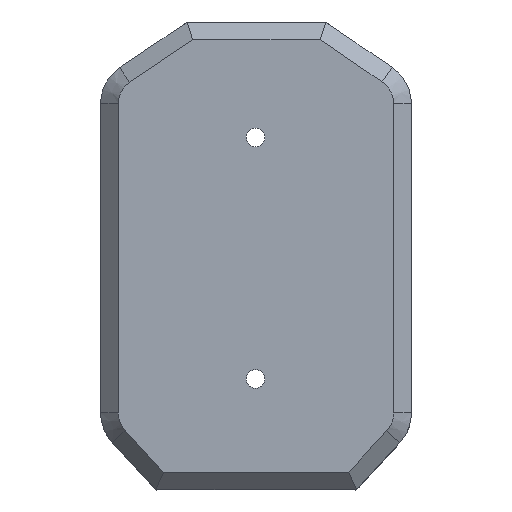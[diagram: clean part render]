
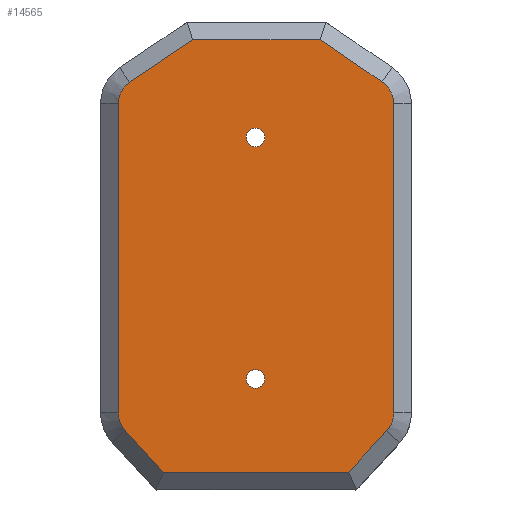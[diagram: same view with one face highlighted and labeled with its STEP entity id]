
A CAD part, top view. The second image highlights one B-rep face of the part: STEP entity #14565.
In plain terms, the highlighted planar face has unit normal (0, 0, 1).
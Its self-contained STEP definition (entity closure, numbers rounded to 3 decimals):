
#96=FACE_BOUND('',#3279,.T.);
#97=FACE_BOUND('',#3280,.T.);
#1659=PLANE('',#15017);
#2434=FACE_OUTER_BOUND('',#3278,.T.);
#3278=EDGE_LOOP('',(#13643,#13644,#13645,#13646,#13647,#13648,#13649,#13650,
#13651,#13652,#13653,#13654));
#3279=EDGE_LOOP('',(#13655));
#3280=EDGE_LOOP('',(#13656));
#4525=LINE('',#28771,#5781);
#4528=LINE('',#28782,#5784);
#4532=LINE('',#28792,#5788);
#4533=LINE('',#28795,#5789);
#4534=LINE('',#28797,#5790);
#4535=LINE('',#28801,#5791);
#4536=LINE('',#28805,#5792);
#4537=LINE('',#28806,#5793);
#5781=VECTOR('',#17066,10.);
#5784=VECTOR('',#17077,10.);
#5788=VECTOR('',#17089,10.);
#5789=VECTOR('',#17092,10.);
#5790=VECTOR('',#17093,10.);
#5791=VECTOR('',#17096,10.);
#5792=VECTOR('',#17099,10.);
#5793=VECTOR('',#17100,10.);
#5825=CIRCLE('',#14613,4.2);
#5827=CIRCLE('',#14616,4.2);
#5874=CIRCLE('',#15010,11.5);
#5876=CIRCLE('',#15014,11.5);
#5878=CIRCLE('',#15018,11.9);
#5879=CIRCLE('',#15019,11.9);
#5885=VERTEX_POINT('',#17205);
#5887=VERTEX_POINT('',#17211);
#7292=VERTEX_POINT('',#28767);
#7293=VERTEX_POINT('',#28769);
#7295=VERTEX_POINT('',#28774);
#7297=VERTEX_POINT('',#28780);
#7298=VERTEX_POINT('',#28785);
#7299=VERTEX_POINT('',#28790);
#7300=VERTEX_POINT('',#28794);
#7301=VERTEX_POINT('',#28796);
#7302=VERTEX_POINT('',#28798);
#7303=VERTEX_POINT('',#28800);
#7304=VERTEX_POINT('',#28802);
#7305=VERTEX_POINT('',#28804);
#7314=EDGE_CURVE('',#5885,#5885,#5825,.T.);
#7317=EDGE_CURVE('',#5887,#5887,#5827,.T.);
#9417=EDGE_CURVE('',#7293,#7292,#4525,.T.);
#9419=EDGE_CURVE('',#7295,#7293,#5874,.T.);
#9422=EDGE_CURVE('',#7297,#7295,#4528,.T.);
#9425=EDGE_CURVE('',#7298,#7297,#5876,.T.);
#9428=EDGE_CURVE('',#7299,#7298,#4532,.T.);
#9429=EDGE_CURVE('',#7300,#7299,#4533,.T.);
#9430=EDGE_CURVE('',#7301,#7300,#4534,.T.);
#9431=EDGE_CURVE('',#7302,#7301,#5878,.T.);
#9432=EDGE_CURVE('',#7303,#7302,#4535,.T.);
#9433=EDGE_CURVE('',#7304,#7303,#5879,.T.);
#9434=EDGE_CURVE('',#7305,#7304,#4536,.T.);
#9435=EDGE_CURVE('',#7292,#7305,#4537,.T.);
#13643=ORIENTED_EDGE('',*,*,#9417,.F.);
#13644=ORIENTED_EDGE('',*,*,#9419,.F.);
#13645=ORIENTED_EDGE('',*,*,#9422,.F.);
#13646=ORIENTED_EDGE('',*,*,#9425,.F.);
#13647=ORIENTED_EDGE('',*,*,#9428,.F.);
#13648=ORIENTED_EDGE('',*,*,#9429,.F.);
#13649=ORIENTED_EDGE('',*,*,#9430,.F.);
#13650=ORIENTED_EDGE('',*,*,#9431,.F.);
#13651=ORIENTED_EDGE('',*,*,#9432,.F.);
#13652=ORIENTED_EDGE('',*,*,#9433,.F.);
#13653=ORIENTED_EDGE('',*,*,#9434,.F.);
#13654=ORIENTED_EDGE('',*,*,#9435,.F.);
#13655=ORIENTED_EDGE('',*,*,#7314,.T.);
#13656=ORIENTED_EDGE('',*,*,#7317,.T.);
#14565=ADVANCED_FACE('',(#2434,#96,#97),#1659,.F.);
#14613=AXIS2_PLACEMENT_3D('',#17207,#15062,#15063);
#14616=AXIS2_PLACEMENT_3D('',#17213,#15069,#15070);
#15010=AXIS2_PLACEMENT_3D('',#28776,#17070,#17071);
#15014=AXIS2_PLACEMENT_3D('',#28787,#17082,#17083);
#15017=AXIS2_PLACEMENT_3D('',#28793,#17090,#17091);
#15018=AXIS2_PLACEMENT_3D('',#28799,#17094,#17095);
#15019=AXIS2_PLACEMENT_3D('',#28803,#17097,#17098);
#15062=DIRECTION('center_axis',(0.,0.,
-1.));
#15063=DIRECTION('ref_axis',(1.,0.,0.));
#15069=DIRECTION('center_axis',(0.,0.,
-1.));
#15070=DIRECTION('ref_axis',(1.,0.,0.));
#17066=DIRECTION('',(0.828,0.56,0.));
#17070=DIRECTION('center_axis',(0.,0.,
-1.));
#17071=DIRECTION('ref_axis',(-1.,0.,0.));
#17077=DIRECTION('',(0.,1.,0.));
#17082=DIRECTION('center_axis',(0.,0.,
-1.));
#17083=DIRECTION('ref_axis',(-0.737,-0.676,0.));
#17089=DIRECTION('',(-0.676,0.737,0.));
#17090=DIRECTION('center_axis',(0.,0.,
-1.));
#17091=DIRECTION('ref_axis',(-1.,0.,0.));
#17092=DIRECTION('',(-1.,0.,0.));
#17093=DIRECTION('',(-0.676,-0.737,0.));
#17094=DIRECTION('center_axis',(0.,0.,
-1.));
#17095=DIRECTION('ref_axis',(1.,0.,0.));
#17096=DIRECTION('',(0.,-1.,0.));
#17097=DIRECTION('center_axis',(0.,0.,
-1.));
#17098=DIRECTION('ref_axis',(0.564,0.825,0.));
#17099=DIRECTION('',(0.825,-0.564,0.));
#17100=DIRECTION('',(1.,0.,0.));
#17205=CARTESIAN_POINT('',(0.347,90.875,44.55));
#17207=CARTESIAN_POINT('Origin',(4.547,90.875,44.55));
#17211=CARTESIAN_POINT('',(0.345,200.05,44.55));
#17213=CARTESIAN_POINT('Origin',(4.545,200.05,44.55));
#28767=CARTESIAN_POINT('',(-23.9,244.193,44.55));
#28769=CARTESIAN_POINT('',(-52.4,224.91,44.55));
#28771=CARTESIAN_POINT('',(-34.584,236.965,44.55));
#28774=CARTESIAN_POINT('',(-57.455,215.385,44.55));
#28776=CARTESIAN_POINT('Origin',(-45.955,215.385,44.55));
#28780=CARTESIAN_POINT('',(-57.455,75.5,44.55));
#28782=CARTESIAN_POINT('',(-57.455,180.925,44.55));
#28785=CARTESIAN_POINT('',(-54.434,67.731,44.55));
#28787=CARTESIAN_POINT('Origin',(-45.955,75.5,44.55));
#28790=CARTESIAN_POINT('',(-37.028,48.736,44.55));
#28792=CARTESIAN_POINT('',(-60.583,74.441,44.55));
#28793=CARTESIAN_POINT('Origin',(4.545,146.465,44.55));
#28794=CARTESIAN_POINT('',(46.661,48.736,44.55));
#28795=CARTESIAN_POINT('',(-16.645,48.736,44.55));
#28796=CARTESIAN_POINT('',(63.819,67.461,44.55));
#28797=CARTESIAN_POINT('',(59.457,62.7,44.55));
#28798=CARTESIAN_POINT('',(66.945,75.5,44.55));
#28799=CARTESIAN_POINT('Origin',(55.045,75.5,44.55));
#28800=CARTESIAN_POINT('',(66.945,215.238,44.55));
#28801=CARTESIAN_POINT('',(66.945,110.982,44.55));
#28802=CARTESIAN_POINT('',(61.761,225.061,44.55));
#28803=CARTESIAN_POINT('Origin',(55.045,215.238,44.55));
#28804=CARTESIAN_POINT('',(33.779,244.193,44.55));
#28805=CARTESIAN_POINT('',(60.576,225.872,44.55));
#28806=CARTESIAN_POINT('',(18.273,244.193,44.55));
